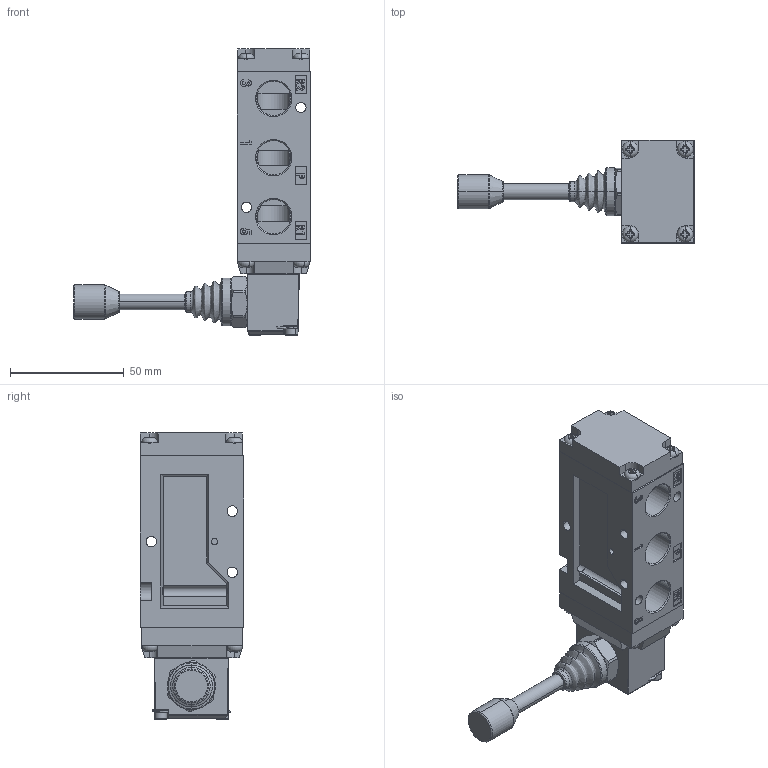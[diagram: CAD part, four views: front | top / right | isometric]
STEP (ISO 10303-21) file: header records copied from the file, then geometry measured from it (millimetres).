
FILE_DESCRIPTION (( 'STEP AP203' ), '1' );
FILE_NAME ('HLV520-D.STEP', '2013-01-31T08:40:23', ( '' ), ( '' ), 'SwSTEP 2.0', 'SolidWorks 2008', '' );
FILE_SCHEMA (( 'CONFIG_CONTROL_DESIGN' ));
Length unit declared in the file: millimetre
Products named in the file (17): BodyCoverBolt(M3xL17)_ル遽; SFML410 ALL ASSEM_晦獄 撲薑; 颊棱捞何盒ASM_扁夯 汲沥; lever block_釭餌ル衛橈擠; 堅鼠葭_晦獄 撲薑; pin_晦獄 撲薑; lever_釭餌ル衛橈擠; nut_釭餌ル衛橈擠; bellow_晦獄 撲薑; 堅鼠葭_7x1.7; 腊阿 权 杭飘(M3x40)_畴唱荤; ｽｺﾇﾁｸｵｿﾍｼﾅ_ｱ篌ｻ ｼｳﾁ､; 嬪縑; HLV520-D; Body_ル遽; BodyCover2-PPS_ル遽; SemiPilot1_ル遽
Assembly tree (25 placements, depth 4):
  HLV520-D
    BodyCoverBolt(M3xL17)_ル遽  x8
    BodyCover2-PPS_ル遽
    Body_ル遽
    SemiPilot1_ル遽
    SFML410 ALL ASSEM_晦獄 撲薑
      颊棱捞何盒ASM_扁夯 汲沥
        ｽｺﾇﾁｸｵｿﾍｼﾅ_ｱ篌ｻ ｼｳﾁ､  x2
        堅鼠葭_7x1.7
        lever block_釭餌ル衛橈擠
        nut_釭餌ル衛橈擠
        腊阿 权 杭飘(M3x40)_畴唱荤  x2
        lever_釭餌ル衛橈擠
        bellow_晦獄 撲薑
        嬪縑
        堅鼠葭_晦獄 撲薑
        pin_晦獄 撲薑
Bounding box: 103.95 x 45.4 x 125.6 mm (x, y, z)
Volume: 106698.2 mm3; surface area: 60781.3 mm2
Topology: 23 solids, 23 shells, 1556 faces, 3928 edges, 2413 vertices
Faces by surface type: plane 687, cylinder 412, bspline 161, torus 159, cone 115, sphere 22
Entity records: 49554 total; most frequent: CARTESIAN_POINT 16418, ORIENTED_EDGE 6528, DIRECTION 6461, EDGE_CURVE 3264, AXIS2_PLACEMENT_3D 2395, VERTEX_POINT 2028, LINE 1671, VECTOR 1671
